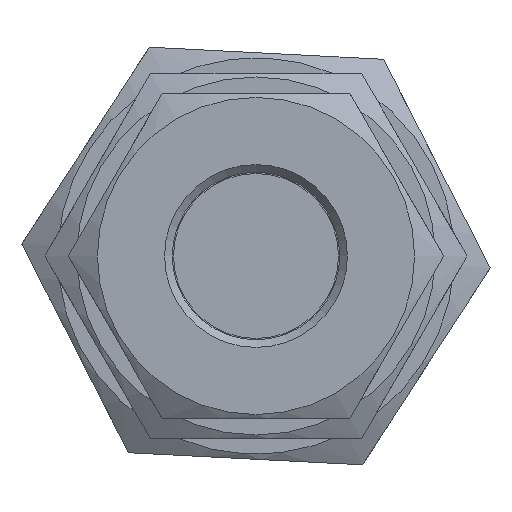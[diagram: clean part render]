
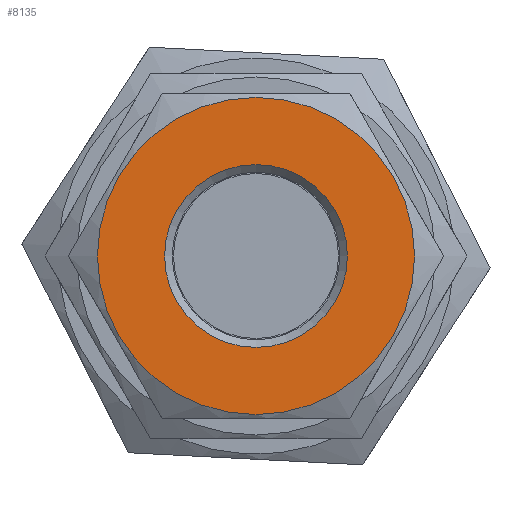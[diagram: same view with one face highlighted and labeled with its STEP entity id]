
A CAD part, left-side view. The second image highlights one B-rep face of the part: STEP entity #8135.
In plain terms, the highlighted planar face has unit normal (-1, 0, 0).
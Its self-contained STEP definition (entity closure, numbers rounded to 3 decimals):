
#7873=CARTESIAN_POINT('',(-10.931,-1.788,3.096));
#7874=VERTEX_POINT('',#7873);
#7875=CARTESIAN_POINT('',(-10.931,0.,0.));
#7876=DIRECTION('',(-1.0,0.,0.));
#7877=DIRECTION('',(0.,0.5,-0.866));
#7878=AXIS2_PLACEMENT_3D('',#7875,#7876,#7877);
#7879=CIRCLE('',#7878,3.575);
#7880=EDGE_CURVE('',#7874,#7874,#7879,.T.);
#8116=CARTESIAN_POINT('',(-10.931,1.55,-2.685));
#8117=DIRECTION('',(-1.0,0.0,0.0));
#8118=DIRECTION('',(0.0,0.866,0.5));
#8119=AXIS2_PLACEMENT_3D('',#8116,#8117,#8118);
#8120=PLANE('',#8119);
#8121=CARTESIAN_POINT('',(-10.931,3.1,-5.369));
#8122=VERTEX_POINT('',#8121);
#8123=CARTESIAN_POINT('',(-10.931,0.,0.));
#8124=DIRECTION('',(1.0,0.,0.));
#8125=DIRECTION('',(0.,0.5,-0.866));
#8126=AXIS2_PLACEMENT_3D('',#8123,#8124,#8125);
#8127=CIRCLE('',#8126,6.2);
#8128=EDGE_CURVE('',#8122,#8122,#8127,.T.);
#8129=ORIENTED_EDGE('',*,*,#8128,.F.);
#8130=EDGE_LOOP('',(#8129));
#8131=FACE_OUTER_BOUND('',#8130,.T.);
#8132=ORIENTED_EDGE('',*,*,#7880,.F.);
#8133=EDGE_LOOP('',(#8132));
#8134=FACE_BOUND('',#8133,.T.);
#8135=ADVANCED_FACE('',(#8131,#8134),#8120,.T.);
